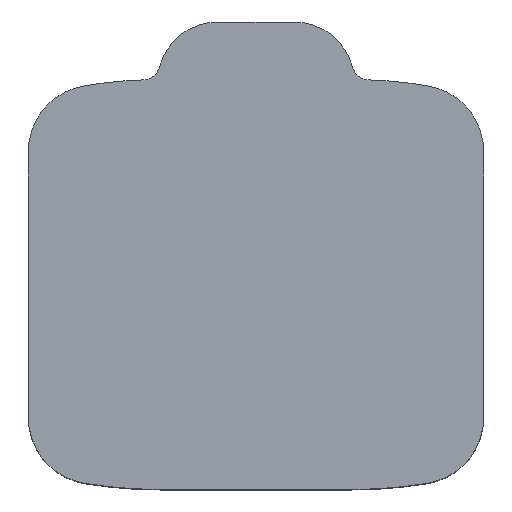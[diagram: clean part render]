
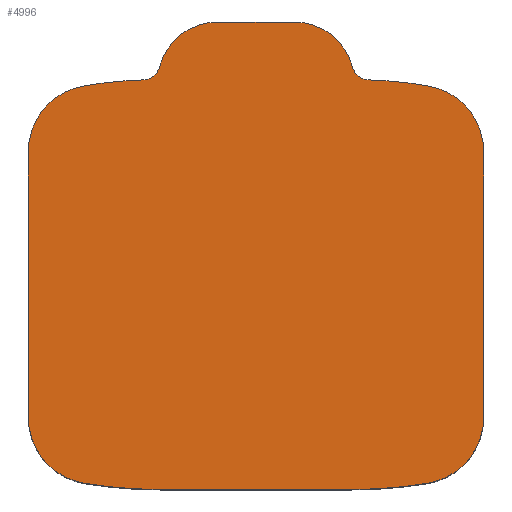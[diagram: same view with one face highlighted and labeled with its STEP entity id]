
A CAD part, top view. The second image highlights one B-rep face of the part: STEP entity #4996.
In plain terms, the highlighted planar face has unit normal (0, 0, 1).
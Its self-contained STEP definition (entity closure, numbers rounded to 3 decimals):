
#414=CARTESIAN_POINT('',(-4.704,9.238,2.));
#415=DIRECTION('',(0.,0.,-1.));
#416=DIRECTION('',(0.969,-0.246,0.));
#417=AXIS2_PLACEMENT_3D('',#414,#415,#416);
#423=CARTESIAN_POINT('',(1.602,8.45,2.));
#424=DIRECTION('',(0.,0.,1.));
#425=DIRECTION('',(0.969,0.246,0.));
#426=AXIS2_PLACEMENT_3D('',#423,#424,#425);
#428=CARTESIAN_POINT('',(4.,-10.756,2.));
#429=DIRECTION('',(0.,0.,-1.));
#430=DIRECTION('',(0.035,0.999,0.));
#431=AXIS2_PLACEMENT_3D('',#428,#429,#430);
#433=CARTESIAN_POINT('',(6.7,5.528,2.));
#434=DIRECTION('',(0.,0.,-1.));
#435=DIRECTION('',(0.164,0.987,0.));
#436=AXIS2_PLACEMENT_3D('',#433,#434,#435);
#438=DIRECTION('',(0.,1.,0.));
#439=VECTOR('',#438,11.055);
#440=CARTESIAN_POINT('',(9.5,-5.528,2.));
#441=LINE('',#440,#439);
#442=CARTESIAN_POINT('',(6.7,-5.528,2.));
#443=DIRECTION('',(0.,0.,-1.));
#444=DIRECTION('',(1.,0.,0.));
#445=AXIS2_PLACEMENT_3D('',#442,#443,#444);
#447=CARTESIAN_POINT('',(4.,10.756,2.));
#448=DIRECTION('',(0.,0.,-1.));
#449=DIRECTION('',(0.164,-0.987,0.));
#450=AXIS2_PLACEMENT_3D('',#447,#448,#449);
#452=DIRECTION('',(-1.,0.,0.));
#453=VECTOR('',#452,8.);
#454=CARTESIAN_POINT('',(4.,-8.55,2.));
#455=LINE('',#454,#453);
#456=CARTESIAN_POINT('',(-4.,10.756,2.));
#457=DIRECTION('',(0.,0.,-1.));
#458=DIRECTION('',(0.,-1.,0.));
#459=AXIS2_PLACEMENT_3D('',#456,#457,#458);
#461=CARTESIAN_POINT('',(-6.7,-5.528,2.));
#462=DIRECTION('',(0.,0.,-1.));
#463=DIRECTION('',(-0.164,-0.987,0.));
#464=AXIS2_PLACEMENT_3D('',#461,#462,#463);
#466=DIRECTION('',(0.,-1.,0.));
#467=VECTOR('',#466,11.055);
#468=CARTESIAN_POINT('',(-9.5,5.528,2.));
#469=LINE('',#468,#467);
#470=CARTESIAN_POINT('',(-6.7,5.528,2.));
#471=DIRECTION('',(0.,0.,-1.));
#472=DIRECTION('',(-1.,0.,0.));
#473=AXIS2_PLACEMENT_3D('',#470,#471,#472);
#475=CARTESIAN_POINT('',(-4.,-10.756,2.));
#476=DIRECTION('',(0.,0.,-1.));
#477=DIRECTION('',(-0.164,0.987,0.));
#478=AXIS2_PLACEMENT_3D('',#475,#476,#477);
#480=CARTESIAN_POINT('',(-1.602,8.45,2.));
#481=DIRECTION('',(0.,0.,1.));
#482=DIRECTION('',(0.,1.,0.));
#483=AXIS2_PLACEMENT_3D('',#480,#481,#482);
#485=DIRECTION('',(1.,0.,0.));
#486=VECTOR('',#485,3.204);
#487=CARTESIAN_POINT('',(-1.602,10.95,2.));
#488=LINE('',#487,#486);
#493=CARTESIAN_POINT('',(4.704,9.238,2.));
#494=DIRECTION('',(0.,0.,-1.));
#495=DIRECTION('',(-0.035,-0.999,0.));
#496=AXIS2_PLACEMENT_3D('',#493,#494,#495);
#3815=CARTESIAN_POINT('',(4.,-8.55,2.));
#3816=CARTESIAN_POINT('',(-4.,-8.55,2.));
#3817=VERTEX_POINT('',#3815);
#3818=VERTEX_POINT('',#3816);
#3835=CARTESIAN_POINT('',(-7.158,-8.29,2.));
#3836=CARTESIAN_POINT('',(-9.5,-5.528,2.));
#3837=VERTEX_POINT('',#3835);
#3838=VERTEX_POINT('',#3836);
#3839=CARTESIAN_POINT('',(-9.5,5.528,2.));
#3840=CARTESIAN_POINT('',(-7.158,8.29,2.));
#3841=VERTEX_POINT('',#3839);
#3842=VERTEX_POINT('',#3840);
#3843=CARTESIAN_POINT('',(9.5,-5.528,2.));
#3844=CARTESIAN_POINT('',(7.158,-8.29,2.));
#3845=VERTEX_POINT('',#3843);
#3846=VERTEX_POINT('',#3844);
#3847=CARTESIAN_POINT('',(7.158,8.29,2.));
#3848=CARTESIAN_POINT('',(9.5,5.528,2.));
#3849=VERTEX_POINT('',#3847);
#3850=VERTEX_POINT('',#3848);
#3899=CARTESIAN_POINT('',(-1.602,10.95,2.));
#3900=CARTESIAN_POINT('',(1.602,10.95,2.));
#3901=VERTEX_POINT('',#3899);
#3902=VERTEX_POINT('',#3900);
#3911=CARTESIAN_POINT('',(-4.679,8.538,2.));
#3912=VERTEX_POINT('',#3911);
#3913=CARTESIAN_POINT('',(4.679,8.538,2.));
#3914=VERTEX_POINT('',#3913);
#3915=CARTESIAN_POINT('',(-4.025,9.065,2.));
#3916=VERTEX_POINT('',#3915);
#3973=CARTESIAN_POINT('',(4.025,9.065,2.));
#3974=VERTEX_POINT('',#3973);
#4970=CARTESIAN_POINT('',(0.,0.,2.));
#4971=DIRECTION('',(0.,0.,1.));
#4972=DIRECTION('',(1.,0.,0.));
#4973=AXIS2_PLACEMENT_3D('',#4970,#4971,#4972);
#4974=PLANE('',#4973);
#4976=ORIENTED_EDGE('',*,*,#4975,.F.);
#4978=ORIENTED_EDGE('',*,*,#4977,.F.);
#4979=ORIENTED_EDGE('',*,*,#4704,.T.);
#4980=ORIENTED_EDGE('',*,*,#4726,.T.);
#4981=ORIENTED_EDGE('',*,*,#4746,.F.);
#4982=ORIENTED_EDGE('',*,*,#4768,.T.);
#4983=ORIENTED_EDGE('',*,*,#4790,.T.);
#4984=ORIENTED_EDGE('',*,*,#4810,.T.);
#4985=ORIENTED_EDGE('',*,*,#4830,.T.);
#4986=ORIENTED_EDGE('',*,*,#4852,.T.);
#4987=ORIENTED_EDGE('',*,*,#4874,.F.);
#4988=ORIENTED_EDGE('',*,*,#4894,.T.);
#4989=ORIENTED_EDGE('',*,*,#4915,.T.);
#4990=ORIENTED_EDGE('',*,*,#4937,.F.);
#4991=ORIENTED_EDGE('',*,*,#4954,.F.);
#4993=ORIENTED_EDGE('',*,*,#4992,.T.);
#4994=EDGE_LOOP('',(#4976,#4978,#4979,#4980,#4981,#4982,#4983,#4984,#4985,#4986,
#4987,#4988,#4989,#4990,#4991,#4993));
#4995=FACE_OUTER_BOUND('',#4994,.F.);
#418=CIRCLE('',#417,0.7);
#427=CIRCLE('',#426,2.5);
#432=CIRCLE('',#431,19.306);
#437=CIRCLE('',#436,2.8);
#446=CIRCLE('',#445,2.8);
#451=CIRCLE('',#450,19.306);
#460=CIRCLE('',#459,19.306);
#465=CIRCLE('',#464,2.8);
#474=CIRCLE('',#473,2.8);
#479=CIRCLE('',#478,19.306);
#484=CIRCLE('',#483,2.5);
#497=CIRCLE('',#496,0.7);
#4704=EDGE_CURVE('',#3914,#3849,#432,.T.);
#4726=EDGE_CURVE('',#3849,#3850,#437,.T.);
#4746=EDGE_CURVE('',#3845,#3850,#441,.T.);
#4768=EDGE_CURVE('',#3845,#3846,#446,.T.);
#4790=EDGE_CURVE('',#3846,#3817,#451,.T.);
#4810=EDGE_CURVE('',#3817,#3818,#455,.T.);
#4830=EDGE_CURVE('',#3818,#3837,#460,.T.);
#4852=EDGE_CURVE('',#3837,#3838,#465,.T.);
#4874=EDGE_CURVE('',#3841,#3838,#469,.T.);
#4894=EDGE_CURVE('',#3841,#3842,#474,.T.);
#4915=EDGE_CURVE('',#3842,#3912,#479,.T.);
#4937=EDGE_CURVE('',#3916,#3912,#418,.T.);
#4954=EDGE_CURVE('',#3901,#3916,#484,.T.);
#4975=EDGE_CURVE('',#3974,#3902,#427,.T.);
#4977=EDGE_CURVE('',#3914,#3974,#497,.T.);
#4992=EDGE_CURVE('',#3901,#3902,#488,.T.);
#4996=ADVANCED_FACE('',(#4995),#4974,.T.);
